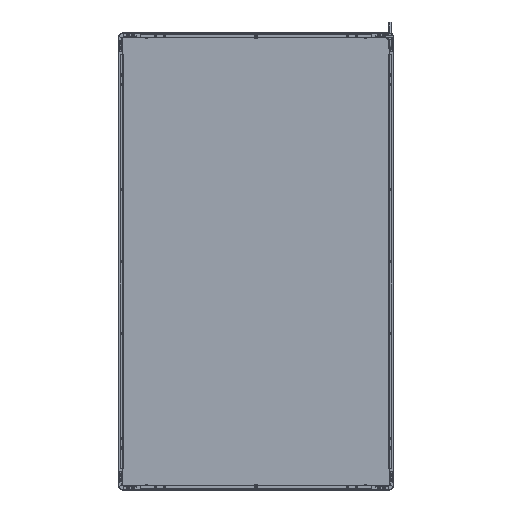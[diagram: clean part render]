
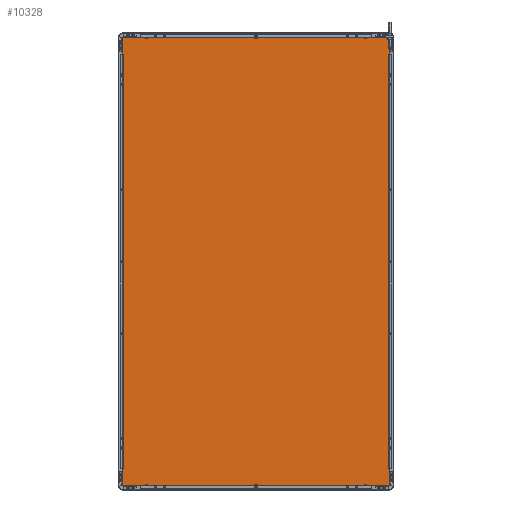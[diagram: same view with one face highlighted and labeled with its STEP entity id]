
A CAD part, top view. The second image highlights one B-rep face of the part: STEP entity #10328.
In plain terms, the highlighted face is planar.
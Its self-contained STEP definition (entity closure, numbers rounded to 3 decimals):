
#10109=CARTESIAN_POINT('',(487.3,4.,-289.8));
#10110=DIRECTION('',(0.,1.,0.));
#10111=DIRECTION('',(1.,0.,0.));
#10112=AXIS2_PLACEMENT_3D('',#10109,#10110,#10111);
#10114=DIRECTION('',(0.,0.,-1.));
#10115=VECTOR('',#10114,579.6);
#10116=CARTESIAN_POINT('',(494.8,4.,289.8));
#10117=LINE('',#10116,#10115);
#10118=CARTESIAN_POINT('',(487.3,4.,289.8));
#10119=DIRECTION('',(0.,1.,0.));
#10120=DIRECTION('',(0.,0.,1.));
#10121=AXIS2_PLACEMENT_3D('',#10118,#10119,#10120);
#10123=DIRECTION('',(1.,0.,0.));
#10124=VECTOR('',#10123,974.6);
#10125=CARTESIAN_POINT('',(-487.3,4.,297.3));
#10126=LINE('',#10125,#10124);
#10127=CARTESIAN_POINT('',(-487.3,4.,289.8));
#10128=DIRECTION('',(0.,1.,0.));
#10129=DIRECTION('',(-1.,0.,0.));
#10130=AXIS2_PLACEMENT_3D('',#10127,#10128,#10129);
#10132=DIRECTION('',(0.,0.,1.));
#10133=VECTOR('',#10132,579.6);
#10134=CARTESIAN_POINT('',(-494.8,4.,-289.8));
#10135=LINE('',#10134,#10133);
#10136=CARTESIAN_POINT('',(-487.3,4.,-289.8));
#10137=DIRECTION('',(0.,1.,0.));
#10138=DIRECTION('',(0.,0.,-1.));
#10139=AXIS2_PLACEMENT_3D('',#10136,#10137,#10138);
#10141=DIRECTION('',(-1.,0.,0.));
#10142=VECTOR('',#10141,974.6);
#10143=CARTESIAN_POINT('',(487.3,4.,-297.3));
#10144=LINE('',#10143,#10142);
#10149=CARTESIAN_POINT('',(494.8,4.,-289.8));
#10150=VERTEX_POINT('',#10149);
#10151=CARTESIAN_POINT('',(487.3,4.,-297.3));
#10152=VERTEX_POINT('',#10151);
#10157=CARTESIAN_POINT('',(-487.3,4.,-297.3));
#10158=VERTEX_POINT('',#10157);
#10159=CARTESIAN_POINT('',(-494.8,4.,-289.8));
#10160=VERTEX_POINT('',#10159);
#10165=CARTESIAN_POINT('',(487.3,4.,297.3));
#10166=VERTEX_POINT('',#10165);
#10167=CARTESIAN_POINT('',(494.8,4.,289.8));
#10168=VERTEX_POINT('',#10167);
#10173=CARTESIAN_POINT('',(-494.8,4.,289.8));
#10174=VERTEX_POINT('',#10173);
#10175=CARTESIAN_POINT('',(-487.3,4.,297.3));
#10176=VERTEX_POINT('',#10175);
#10313=CARTESIAN_POINT('',(0.,4.,0.));
#10314=DIRECTION('',(0.,1.,0.));
#10315=DIRECTION('',(1.,0.,0.));
#10316=AXIS2_PLACEMENT_3D('',#10313,#10314,#10315);
#10317=PLANE('',#10316);
#10318=ORIENTED_EDGE('',*,*,#10209,.F.);
#10319=ORIENTED_EDGE('',*,*,#10225,.F.);
#10320=ORIENTED_EDGE('',*,*,#10238,.F.);
#10321=ORIENTED_EDGE('',*,*,#10253,.F.);
#10322=ORIENTED_EDGE('',*,*,#10266,.F.);
#10323=ORIENTED_EDGE('',*,*,#10279,.F.);
#10324=ORIENTED_EDGE('',*,*,#10294,.F.);
#10325=ORIENTED_EDGE('',*,*,#10306,.F.);
#10326=EDGE_LOOP('',(#10318,#10319,#10320,#10321,#10322,#10323,#10324,#10325));
#10327=FACE_OUTER_BOUND('',#10326,.F.);
#10113=CIRCLE('',#10112,7.5);
#10122=CIRCLE('',#10121,7.5);
#10131=CIRCLE('',#10130,7.5);
#10140=CIRCLE('',#10139,7.5);
#10209=EDGE_CURVE('',#10150,#10152,#10113,.T.);
#10225=EDGE_CURVE('',#10168,#10150,#10117,.T.);
#10238=EDGE_CURVE('',#10166,#10168,#10122,.T.);
#10253=EDGE_CURVE('',#10176,#10166,#10126,.T.);
#10266=EDGE_CURVE('',#10174,#10176,#10131,.T.);
#10279=EDGE_CURVE('',#10160,#10174,#10135,.T.);
#10294=EDGE_CURVE('',#10158,#10160,#10140,.T.);
#10306=EDGE_CURVE('',#10152,#10158,#10144,.T.);
#10328=ADVANCED_FACE('',(#10327),#10317,.T.);
